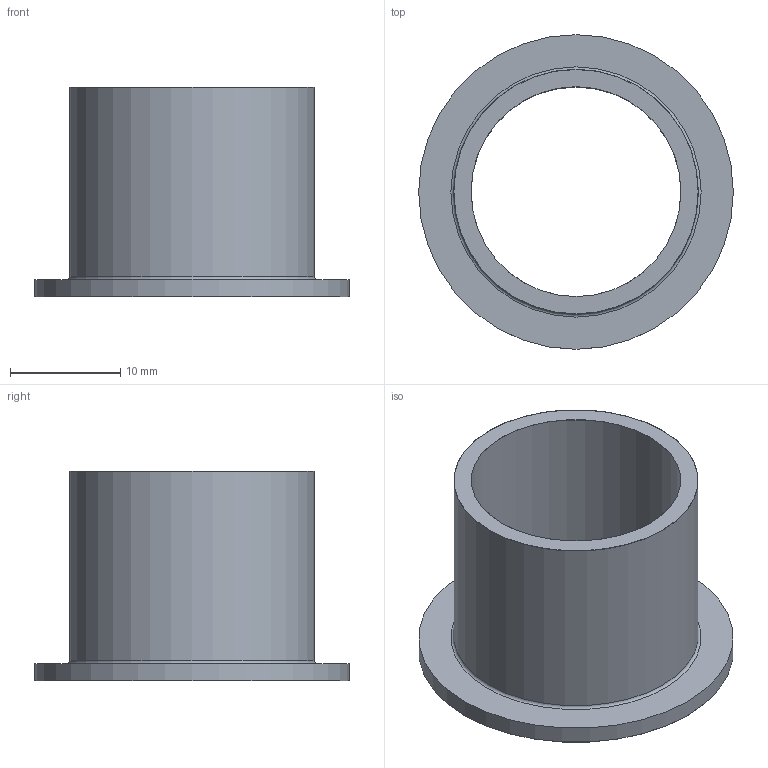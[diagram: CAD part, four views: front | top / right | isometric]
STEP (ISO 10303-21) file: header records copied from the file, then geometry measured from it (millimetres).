
FILE_DESCRIPTION(('FreeCAD Model'),'2;1');
FILE_NAME('Open CASCADE Shape Model','2025-02-01T20:01:41',('Author'),( ''),'Open CASCADE STEP processor 7.6','FreeCAD','Unknown');
FILE_SCHEMA(('AUTOMOTIVE_DESIGN { 1 0 10303 214 1 1 1 1 }'));
Length unit declared in the file: millimetre
Products named in the file (1): Body
Bounding box: 28.57 x 28.57 x 19.05 mm (x, y, z)
Volume: 2360.6 mm3; surface area: 3205 mm2
Topology: 1 solids, 1 shells, 11 faces, 19 edges, 11 vertices
Faces by surface type: cone 4, plane 3, cylinder 3, torus 1
Full cylindrical faces by diameter (mm): 19.05 x1, 22.225 x1, 28.575 x1
Entity records: 279 total; most frequent: DIRECTION 55, CARTESIAN_POINT 42, ORIENTED_EDGE 38, AXIS2_PLACEMENT_3D 24, EDGE_CURVE 19, FACE_BOUND 14, EDGE_LOOP 14, CIRCLE 12
